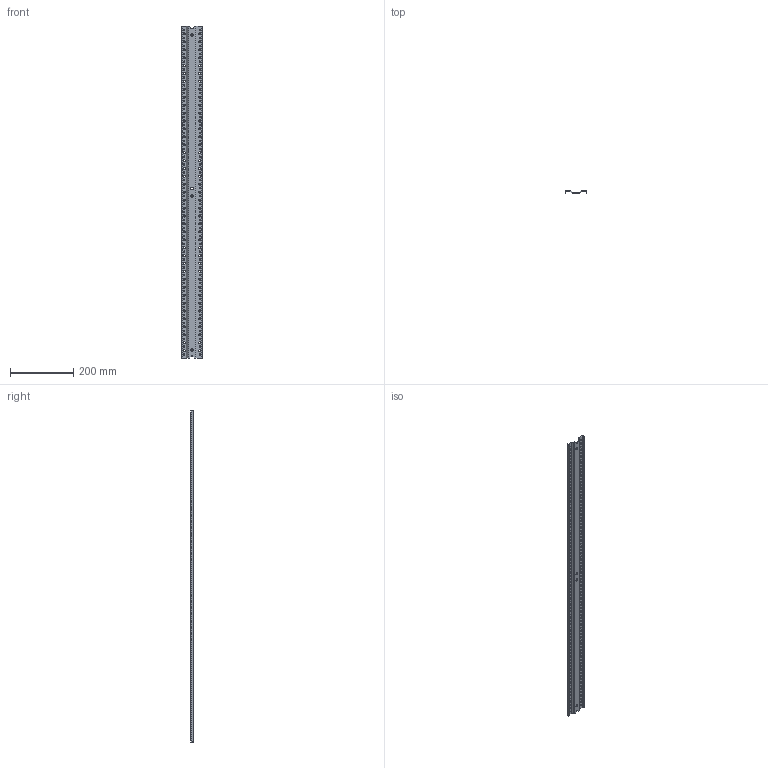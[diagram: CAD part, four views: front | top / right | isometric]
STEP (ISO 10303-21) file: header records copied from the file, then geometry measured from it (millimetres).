
FILE_DESCRIPTION((''),'2;1');
FILE_NAME('ASM0001_ASM_1_ASM','2023-03-01T13:10:10',('klemen.sitar'),('Audax d.o.o.'),'CREO PARAMETRIC BY PTC INC, 2021304','CREO PARAMETRIC BY PTC INC, 2021304','');
FILE_SCHEMA(('AP242_MANAGED_MODEL_BASED_3D_ENGINEERING_MIM_LF { 1 0 10303 442 1 1 4 }'));
Length unit declared in the file: millimetre
Products named in the file (2): PRT0002_1_1; ASM0001_ASM_1_ASM
Assembly tree (1 placements, depth 2):
  ASM0001_ASM_1_ASM
    PRT0002_1_1
Bounding box: 68.01 x 8.7 x 1048.5 mm (x, y, z)
Volume: 133241 mm3; surface area: 177789.2 mm2
Topology: 1 solids, 1 shells, 382 faces, 1140 edges, 760 vertices
Faces by surface type: cylinder 358, plane 24
Entity records: 17925 total; most frequent: DIRECTION 2626, CARTESIAN_POINT 2289, ORIENTED_EDGE 2280, PRESENTATION_STYLE_ASSIGNMENT 1141, STYLED_ITEM 1141, CURVE_STYLE 1140, EDGE_CURVE 1140, AXIS2_PLACEMENT_3D 1101
